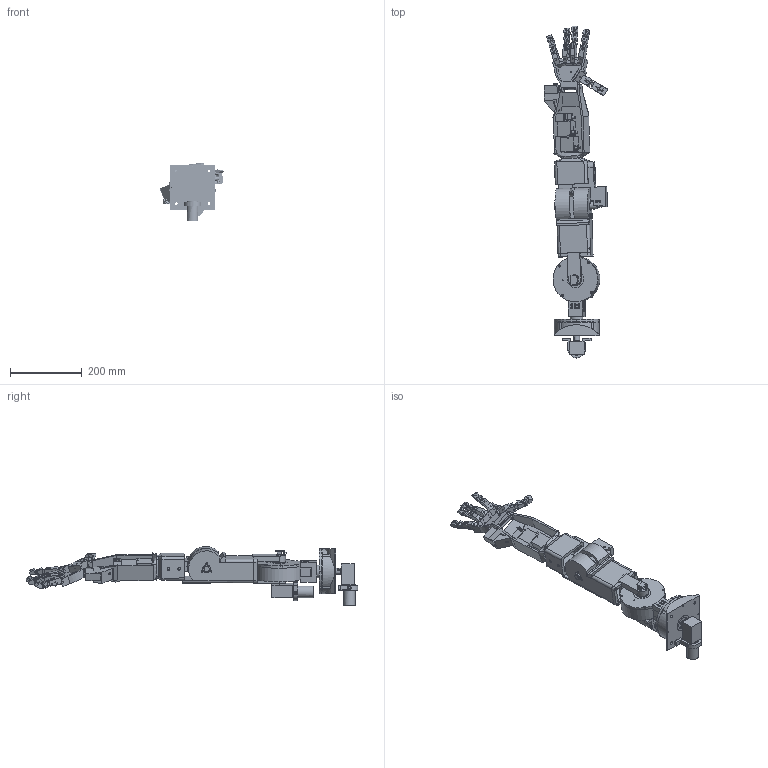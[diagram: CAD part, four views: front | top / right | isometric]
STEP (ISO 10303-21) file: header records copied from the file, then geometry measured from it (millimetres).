
FILE_DESCRIPTION(/* description */ (''),/* implementation_level */ '2;1');
FILE_NAME(/* name */ 'Arm.stp',/* time_stamp */ '2025-10-24T01:26:43-05:00',/* author */ ('aul12'),/* organization */ (''),/* preprocessor_version */ 'ST-DEVELOPER v19.2',/* originating_system */ 'Autodesk Inventor 2024',/* authorisation */ '');
FILE_SCHEMA (('AUTOMOTIVE_DESIGN { 1 0 10303 214 3 1 1 }'));
Length unit declared in the file: millimetre
Products named in the file (45): Arm; CycloidDrive; OuterShell; BearingBPart; M3x40mmScrew; CycloidDrive_1; BearingAPart; InputShaft; 17x30Bearing; Gear; M3x25mmScrew; 3x7Bearing; OuterShellTop; 35x47Bearing; DCMotor12V200RPM; OuterShell_1; MotorConnector; BearingBPart_1; OutputShaft; BicepFR; BicepFR_1; DCMotor12V6RPM; 6-10mmCoupler; RotaryEncoderConnector; OutputConnector; CycloidDriveConnector; RotaryEncoder; FinalForearm; newWrist; FinalHand; PointerFingerBase; PointerFingerMiddle; Palm; PointerFingerBase_1; MiddleFingerMiddle; PointerFingerBase_2; MiddleFingerMiddle_1; PointerFingerBase_3; MiddleFingerMiddle_2; PointerFingerTop ...
Assembly tree (107 placements, depth 4):
  Arm
    CycloidDrive
      OuterShell
      BearingAPart
      17x30Bearing  x4
      35x47Bearing  x2
      InputShaft
      Gear  x2
      BearingBPart
      3x7Bearing  x28
      M3x25mmScrew  x6
      OuterShellTop
      M3x40mmScrew
      DCMotor12V200RPM
      MotorConnector
    CycloidDrive_1
      BearingAPart
      17x30Bearing  x4
      35x47Bearing  x2
      InputShaft
      Gear  x2
      3x7Bearing  x4
      M3x25mmScrew
      OuterShellTop
      DCMotor12V200RPM
      OuterShell_1
      MotorConnector
      BearingBPart_1
    OutputShaft
    BicepFR
      BicepFR_1
      DCMotor12V6RPM
      6-10mmCoupler
      RotaryEncoderConnector
      OutputConnector
    CycloidDriveConnector
    RotaryEncoder
    FinalForearm
      newWrist
      FinalHand
        PointerFingerBase
        PointerFingerMiddle
        PointerFingerTop  x4
        Palm
        PointerFingerBase_1
        MiddleFingerMiddle
        PointerFingerBase_2
        MiddleFingerMiddle_1
        PointerFingerBase_3
        MiddleFingerMiddle_2
        PointerFingerBase_4
        MiddleFingerMiddle_3
        PointerFingerTop_1
      25KGServo  x6
    UpperForearm
Bounding box: 177.37 x 922.53 x 163.8 mm (x, y, z)
Volume: 2655841.3 mm3; surface area: 837200.3 mm2
Topology: 107 solids, 107 shells, 2233 faces, 5338 edges, 3490 vertices
Faces by surface type: plane 1219, cylinder 951, cone 29, bspline 26, torus 8
Full cylindrical faces by diameter (mm): 1.652 x10, 1.75 x1, 2 x14, 2.125 x51, 2.75 x20, 3 x110, 3.125 x21, 3.25 x42, 3.5 x40, 4 x28, 5 x35, 5.25 x15, 5.7 x8, 6 x82, 6.125 x4, 6.25 x5, 7 x36, 7.5 x5, 7.75 x4, 8 x7, 9 x2, 10 x39, 11.1 x24, 13 x10, 14.5 x1, 17 x18, 18.5 x2, 20 x1, 20.5 x1, 21 x6
Entity records: 55120 total; most frequent: CARTESIAN_POINT 11999, DIRECTION 8965, ORIENTED_EDGE 8092, EDGE_CURVE 4046, AXIS2_PLACEMENT_3D 3259, VERTEX_POINT 2621, LINE 2447, VECTOR 2447
